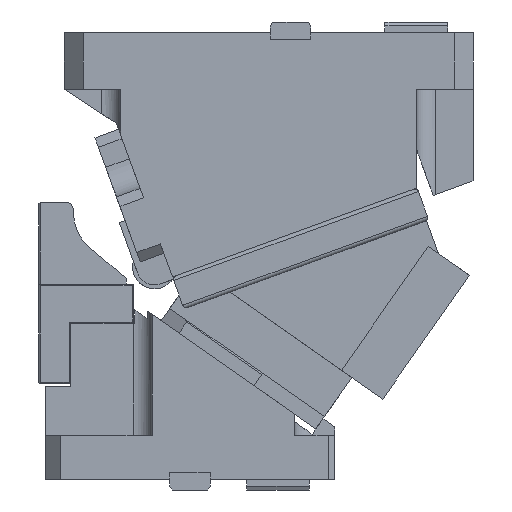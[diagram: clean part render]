
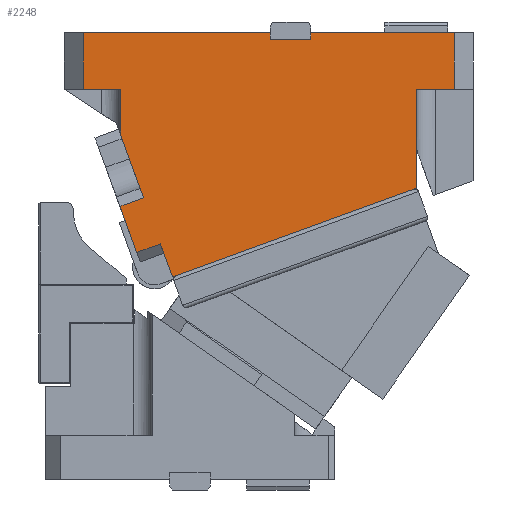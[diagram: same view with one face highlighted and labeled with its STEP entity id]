
A CAD part, front view. The second image highlights one B-rep face of the part: STEP entity #2248.
In plain terms, the highlighted planar face has unit normal (0, -1, 0).
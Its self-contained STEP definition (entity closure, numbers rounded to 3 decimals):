
#1093=CARTESIAN_POINT('Vertex',(295.,-60.,231.413)) ;
#1096=CARTESIAN_POINT('Line Origine',(291.999,-60.,230.321)) ;
#1100=CARTESIAN_POINT('Vertex',(288.999,-60.,229.229)) ;
#1103=CARTESIAN_POINT('Line Origine',(195.029,-60.,195.027)) ;
#1107=CARTESIAN_POINT('Vertex',(101.06,-60.,160.825)) ;
#2040=CARTESIAN_POINT('Line Origine',(96.785,-60.,172.571)) ;
#2044=CARTESIAN_POINT('Vertex',(92.51,-60.,184.317)) ;
#2047=CARTESIAN_POINT('Line Origine',(91.997,-60.,185.726)) ;
#2051=CARTESIAN_POINT('Vertex',(91.484,-60.,187.135)) ;
#2111=CARTESIAN_POINT('Axis2P3D Location',(177.5,-60.,257.913)) ;
#2116=CARTESIAN_POINT('Line Origine',(295.,-60.,270.707)) ;
#2120=CARTESIAN_POINT('Vertex',(295.,-60.,310.)) ;
#2123=CARTESIAN_POINT('Line Origine',(310.,-60.,310.)) ;
#2127=CARTESIAN_POINT('Vertex',(325.,-60.,310.)) ;
#2130=CARTESIAN_POINT('Line Origine',(325.,-60.,332.5)) ;
#2134=CARTESIAN_POINT('Vertex',(325.,-60.,355.)) ;
#2137=CARTESIAN_POINT('Line Origine',(268.,-60.,355.)) ;
#2141=CARTESIAN_POINT('Vertex',(211.,-60.,355.)) ;
#2144=CARTESIAN_POINT('Line Origine',(211.,-60.,352.25)) ;
#2148=CARTESIAN_POINT('Vertex',(211.,-60.,349.5)) ;
#2151=CARTESIAN_POINT('Line Origine',(195.,-60.,349.5)) ;
#2155=CARTESIAN_POINT('Vertex',(179.,-60.,349.5)) ;
#2158=CARTESIAN_POINT('Line Origine',(179.,-60.,352.25)) ;
#2162=CARTESIAN_POINT('Vertex',(179.,-60.,355.)) ;
#2165=CARTESIAN_POINT('Line Origine',(104.5,-60.,355.)) ;
#2169=CARTESIAN_POINT('Vertex',(30.,-60.,355.)) ;
#2172=CARTESIAN_POINT('Line Origine',(30.,-60.,332.5)) ;
#2176=CARTESIAN_POINT('Vertex',(30.,-60.,310.)) ;
#2179=CARTESIAN_POINT('Line Origine',(45.,-60.,310.)) ;
#2183=CARTESIAN_POINT('Vertex',(60.,-60.,310.)) ;
#2186=CARTESIAN_POINT('Line Origine',(60.,-60.,291.818)) ;
#2190=CARTESIAN_POINT('Vertex',(60.,-60.,273.637)) ;
#2193=CARTESIAN_POINT('Line Origine',(67.704,-60.,252.47)) ;
#2197=CARTESIAN_POINT('Vertex',(75.409,-60.,231.302)) ;
#2200=CARTESIAN_POINT('Line Origine',(76.777,-60.,227.543)) ;
#2204=CARTESIAN_POINT('Vertex',(78.145,-60.,223.783)) ;
#2207=CARTESIAN_POINT('Line Origine',(68.748,-60.,220.363)) ;
#2211=CARTESIAN_POINT('Vertex',(59.351,-60.,216.943)) ;
#2214=CARTESIAN_POINT('Line Origine',(66.021,-60.,198.619)) ;
#2218=CARTESIAN_POINT('Vertex',(72.69,-60.,180.295)) ;
#2221=CARTESIAN_POINT('Line Origine',(82.087,-60.,183.715)) ;
#1097=DIRECTION('Vector Direction',(0.94,0.,0.342)) ;
#1104=DIRECTION('Vector Direction',(0.94,0.,0.342)) ;
#2041=DIRECTION('Vector Direction',(0.342,0.,-0.94)) ;
#2048=DIRECTION('Vector Direction',(0.342,0.,-0.94)) ;
#2112=DIRECTION('Axis2P3D Direction',(0.,1.,0.)) ;
#2113=DIRECTION('Axis2P3D XDirection',(-1.,0.,0.)) ;
#2117=DIRECTION('Vector Direction',(0.,0.,1.)) ;
#2124=DIRECTION('Vector Direction',(-1.,0.,0.)) ;
#2131=DIRECTION('Vector Direction',(0.,0.,1.)) ;
#2138=DIRECTION('Vector Direction',(-1.,0.,0.)) ;
#2145=DIRECTION('Vector Direction',(0.,0.,1.)) ;
#2152=DIRECTION('Vector Direction',(-1.,0.,0.)) ;
#2159=DIRECTION('Vector Direction',(0.,0.,-1.)) ;
#2166=DIRECTION('Vector Direction',(-1.,0.,0.)) ;
#2173=DIRECTION('Vector Direction',(0.,0.,-1.)) ;
#2180=DIRECTION('Vector Direction',(1.,0.,0.)) ;
#2187=DIRECTION('Vector Direction',(0.,0.,-1.)) ;
#2194=DIRECTION('Vector Direction',(0.342,0.,-0.94)) ;
#2201=DIRECTION('Vector Direction',(0.342,0.,-0.94)) ;
#2208=DIRECTION('Vector Direction',(-0.94,0.,-0.342)) ;
#2215=DIRECTION('Vector Direction',(0.342,0.,-0.94)) ;
#2222=DIRECTION('Vector Direction',(0.94,0.,0.342)) ;
#2114=AXIS2_PLACEMENT_3D('Plane Axis2P3D',#2111,#2112,#2113) ;
#2227=ORIENTED_EDGE('',*,*,#1109,.T.) ;
#2228=ORIENTED_EDGE('',*,*,#1102,.T.) ;
#2229=ORIENTED_EDGE('',*,*,#2122,.T.) ;
#2230=ORIENTED_EDGE('',*,*,#2129,.F.) ;
#2231=ORIENTED_EDGE('',*,*,#2136,.F.) ;
#2232=ORIENTED_EDGE('',*,*,#2143,.T.) ;
#2233=ORIENTED_EDGE('',*,*,#2150,.F.) ;
#2234=ORIENTED_EDGE('',*,*,#2157,.T.) ;
#2235=ORIENTED_EDGE('',*,*,#2164,.F.) ;
#2236=ORIENTED_EDGE('',*,*,#2171,.T.) ;
#2237=ORIENTED_EDGE('',*,*,#2178,.T.) ;
#2238=ORIENTED_EDGE('',*,*,#2185,.T.) ;
#2239=ORIENTED_EDGE('',*,*,#2192,.T.) ;
#2240=ORIENTED_EDGE('',*,*,#2199,.T.) ;
#2241=ORIENTED_EDGE('',*,*,#2206,.F.) ;
#2242=ORIENTED_EDGE('',*,*,#2213,.F.) ;
#2243=ORIENTED_EDGE('',*,*,#2220,.T.) ;
#2244=ORIENTED_EDGE('',*,*,#2225,.F.) ;
#2245=ORIENTED_EDGE('',*,*,#2053,.F.) ;
#2246=ORIENTED_EDGE('',*,*,#2046,.T.) ;
#1098=VECTOR('Line Direction',#1097,1.) ;
#1105=VECTOR('Line Direction',#1104,1.) ;
#2042=VECTOR('Line Direction',#2041,1.) ;
#2049=VECTOR('Line Direction',#2048,1.) ;
#2118=VECTOR('Line Direction',#2117,1.) ;
#2125=VECTOR('Line Direction',#2124,1.) ;
#2132=VECTOR('Line Direction',#2131,1.) ;
#2139=VECTOR('Line Direction',#2138,1.) ;
#2146=VECTOR('Line Direction',#2145,1.) ;
#2153=VECTOR('Line Direction',#2152,1.) ;
#2160=VECTOR('Line Direction',#2159,1.) ;
#2167=VECTOR('Line Direction',#2166,1.) ;
#2174=VECTOR('Line Direction',#2173,1.) ;
#2181=VECTOR('Line Direction',#2180,1.) ;
#2188=VECTOR('Line Direction',#2187,1.) ;
#2195=VECTOR('Line Direction',#2194,1.) ;
#2202=VECTOR('Line Direction',#2201,1.) ;
#2209=VECTOR('Line Direction',#2208,1.) ;
#2216=VECTOR('Line Direction',#2215,1.) ;
#2223=VECTOR('Line Direction',#2222,1.) ;
#2248=ADVANCED_FACE('CAM HOLDER',(#2247),#2115,.F.) ;
#1102=EDGE_CURVE('',#1101,#1094,#1099,.T.) ;
#1109=EDGE_CURVE('',#1108,#1101,#1106,.T.) ;
#2046=EDGE_CURVE('',#2045,#1108,#2043,.T.) ;
#2053=EDGE_CURVE('',#2045,#2052,#2050,.F.) ;
#2122=EDGE_CURVE('',#1094,#2121,#2119,.T.) ;
#2129=EDGE_CURVE('',#2128,#2121,#2126,.T.) ;
#2136=EDGE_CURVE('',#2135,#2128,#2133,.F.) ;
#2143=EDGE_CURVE('',#2135,#2142,#2140,.T.) ;
#2150=EDGE_CURVE('',#2149,#2142,#2147,.T.) ;
#2157=EDGE_CURVE('',#2149,#2156,#2154,.T.) ;
#2164=EDGE_CURVE('',#2163,#2156,#2161,.T.) ;
#2171=EDGE_CURVE('',#2163,#2170,#2168,.T.) ;
#2178=EDGE_CURVE('',#2170,#2177,#2175,.T.) ;
#2185=EDGE_CURVE('',#2177,#2184,#2182,.T.) ;
#2192=EDGE_CURVE('',#2184,#2191,#2189,.T.) ;
#2199=EDGE_CURVE('',#2191,#2198,#2196,.T.) ;
#2206=EDGE_CURVE('',#2205,#2198,#2203,.F.) ;
#2213=EDGE_CURVE('',#2212,#2205,#2210,.F.) ;
#2220=EDGE_CURVE('',#2212,#2219,#2217,.T.) ;
#2225=EDGE_CURVE('',#2052,#2219,#2224,.F.) ;
#2226=EDGE_LOOP('',(#2227,#2228,#2229,#2230,#2231,#2232,#2233,#2234,#2235,#2236,#2237,#2238,#2239,#2240,#2241,#2242,#2243,#2244,#2245,#2246)) ;
#2247=FACE_OUTER_BOUND('',#2226,.T.) ;
#1099=LINE('Line',#1096,#1098) ;
#1106=LINE('Line',#1103,#1105) ;
#2043=LINE('Line',#2040,#2042) ;
#2050=LINE('Line',#2047,#2049) ;
#2119=LINE('Line',#2116,#2118) ;
#2126=LINE('Line',#2123,#2125) ;
#2133=LINE('Line',#2130,#2132) ;
#2140=LINE('Line',#2137,#2139) ;
#2147=LINE('Line',#2144,#2146) ;
#2154=LINE('Line',#2151,#2153) ;
#2161=LINE('Line',#2158,#2160) ;
#2168=LINE('Line',#2165,#2167) ;
#2175=LINE('Line',#2172,#2174) ;
#2182=LINE('Line',#2179,#2181) ;
#2189=LINE('Line',#2186,#2188) ;
#2196=LINE('Line',#2193,#2195) ;
#2203=LINE('Line',#2200,#2202) ;
#2210=LINE('Line',#2207,#2209) ;
#2217=LINE('Line',#2214,#2216) ;
#2224=LINE('Line',#2221,#2223) ;
#2115=PLANE('Plane',#2114) ;
#1094=VERTEX_POINT('',#1093) ;
#1101=VERTEX_POINT('',#1100) ;
#1108=VERTEX_POINT('',#1107) ;
#2045=VERTEX_POINT('',#2044) ;
#2052=VERTEX_POINT('',#2051) ;
#2121=VERTEX_POINT('',#2120) ;
#2128=VERTEX_POINT('',#2127) ;
#2135=VERTEX_POINT('',#2134) ;
#2142=VERTEX_POINT('',#2141) ;
#2149=VERTEX_POINT('',#2148) ;
#2156=VERTEX_POINT('',#2155) ;
#2163=VERTEX_POINT('',#2162) ;
#2170=VERTEX_POINT('',#2169) ;
#2177=VERTEX_POINT('',#2176) ;
#2184=VERTEX_POINT('',#2183) ;
#2191=VERTEX_POINT('',#2190) ;
#2198=VERTEX_POINT('',#2197) ;
#2205=VERTEX_POINT('',#2204) ;
#2212=VERTEX_POINT('',#2211) ;
#2219=VERTEX_POINT('',#2218) ;
